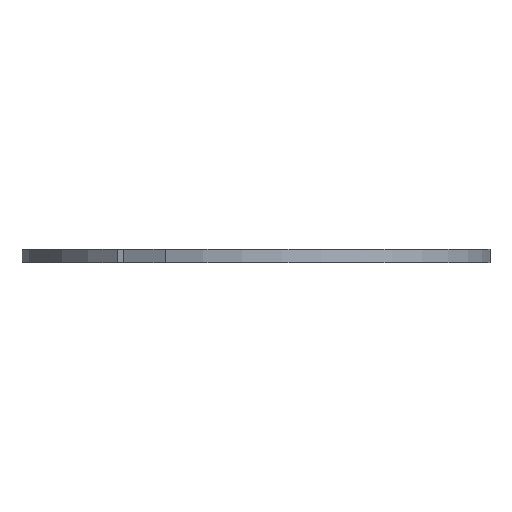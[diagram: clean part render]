
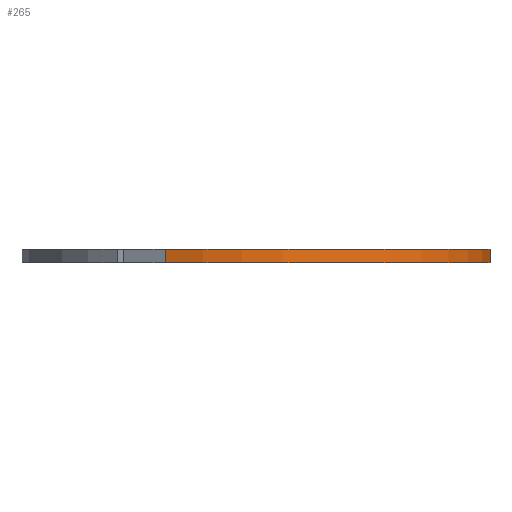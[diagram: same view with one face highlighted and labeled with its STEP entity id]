
A CAD part, left-side view. The second image highlights one B-rep face of the part: STEP entity #265.
In plain terms, the highlighted cylindrical face has radius 51.35 mm (diameter 102.7 mm), a partial arc.
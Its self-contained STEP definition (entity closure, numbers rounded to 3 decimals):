
#208=CYLINDRICAL_SURFACE('',#1330,51.35);
#227=FACE_OUTER_BOUND('',#668,.T.);
#265=ADVANCED_FACE('',(#227),#208,.T.);
#406=LINE('',#1856,#505);
#407=LINE('',#1857,#506);
#505=VECTOR('',#1522,1.);
#506=VECTOR('',#1523,1.);
#668=EDGE_LOOP('',(#832,#833,#834,#835));
#832=ORIENTED_EDGE('',*,*,#1204,.F.);
#833=ORIENTED_EDGE('',*,*,#1187,.T.);
#834=ORIENTED_EDGE('',*,*,#1205,.F.);
#835=ORIENTED_EDGE('',*,*,#1134,.T.);
#1032=VERTEX_POINT('',#1716);
#1033=VERTEX_POINT('',#1718);
#1085=VERTEX_POINT('',#1823);
#1086=VERTEX_POINT('',#1825);
#1134=EDGE_CURVE('',#1033,#1032,#1257,.T.);
#1187=EDGE_CURVE('',#1086,#1085,#1279,.T.);
#1204=EDGE_CURVE('',#1086,#1032,#406,.T.);
#1205=EDGE_CURVE('',#1033,#1085,#407,.T.);
#1257=CIRCLE('',#1296,51.35);
#1279=CIRCLE('',#1319,51.35);
#1296=AXIS2_PLACEMENT_3D('',#1717,#1414,#1415);
#1319=AXIS2_PLACEMENT_3D('',#1824,#1491,#1492);
#1330=AXIS2_PLACEMENT_3D('',#1858,#1524,#1525);
#1414=DIRECTION('',(0.,0.,-1.));
#1415=DIRECTION('',(-1.,0.,0.));
#1491=DIRECTION('',(0.,0.,1.));
#1492=DIRECTION('',(1.,0.,0.));
#1522=DIRECTION('',(0.,0.,1.));
#1523=DIRECTION('',(0.,0.,-1.));
#1524=DIRECTION('',(0.,0.,1.));
#1525=DIRECTION('',(1.,0.,0.));
#1716=CARTESIAN_POINT('',(-47.334,19.908,3.));
#1717=CARTESIAN_POINT('',(0.,0.,3.));
#1718=CARTESIAN_POINT('',(-5.698,-51.033,3.));
#1823=CARTESIAN_POINT('',(-5.698,-51.033,0.));
#1824=CARTESIAN_POINT('',(0.,0.,0.));
#1825=CARTESIAN_POINT('',(-47.334,19.908,0.));
#1856=CARTESIAN_POINT('',(-47.334,19.908,0.));
#1857=CARTESIAN_POINT('',(-5.698,-51.033,0.));
#1858=CARTESIAN_POINT('',(0.,0.,0.));
